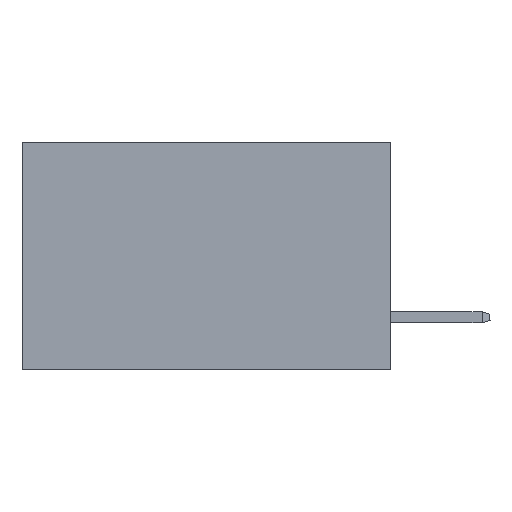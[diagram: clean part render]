
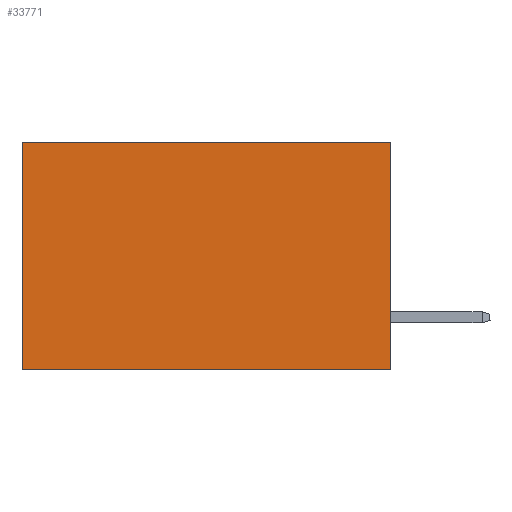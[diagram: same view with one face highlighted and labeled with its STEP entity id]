
A CAD part, left-side view. The second image highlights one B-rep face of the part: STEP entity #33771.
In plain terms, the highlighted planar face has unit normal (-1, 0, 0).
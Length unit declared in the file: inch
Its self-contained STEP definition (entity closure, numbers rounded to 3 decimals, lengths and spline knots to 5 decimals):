
#7347 = EDGE_CURVE ( 'NONE', #14878, #29264, #29406, .T. ) ;
#8331 = DIRECTION ( 'NONE',  ( 0., 1., 0. ) ) ;
#9861 = LINE ( 'NONE', #26901, #43989 ) ;
#10495 = DIRECTION ( 'NONE',  ( 0., 0., -1. ) ) ;
#13682 = FACE_OUTER_BOUND ( 'NONE', #47866, .T. ) ;
#14383 = EDGE_CURVE ( 'NONE', #38751, #25193, #9861, .T. ) ;
#14838 = CARTESIAN_POINT ( 'NONE',  ( 0.2875, 0., -0.37 ) ) ;
#14878 = VERTEX_POINT ( 'NONE', #20176 ) ;
#18729 = VECTOR ( 'NONE', #26677, 39.37008 ) ;
#19542 = CARTESIAN_POINT ( 'NONE',  ( 0.2875, 0., 0. ) ) ;
#20176 = CARTESIAN_POINT ( 'NONE',  ( 0.2875, 0.6, 0. ) ) ;
#23013 = CARTESIAN_POINT ( 'NONE',  ( 0.2875, 0.6, 0. ) ) ;
#24066 = EDGE_CURVE ( 'NONE', #38751, #14878, #29628, .T. ) ;
#24150 = VECTOR ( 'NONE', #10495, 39.37008 ) ;
#25193 = VERTEX_POINT ( 'NONE', #46403 ) ;
#25258 = ORIENTED_EDGE ( 'NONE', *, *, #24066, .T. ) ;
#26436 = ORIENTED_EDGE ( 'NONE', *, *, #42614, .F. ) ;
#26677 = DIRECTION ( 'NONE',  ( 0., 1., 0. ) ) ;
#26901 = CARTESIAN_POINT ( 'NONE',  ( 0.2875, 0., 0. ) ) ;
#27446 = CARTESIAN_POINT ( 'NONE',  ( 0.2875, 0., 0. ) ) ;
#29264 = VERTEX_POINT ( 'NONE', #35059 ) ;
#29406 = LINE ( 'NONE', #23013, #24150 ) ;
#29628 = LINE ( 'NONE', #27446, #30827 ) ;
#30827 = VECTOR ( 'NONE', #8331, 39.37008 ) ;
#33771 = ADVANCED_FACE ( 'NONE', ( #13682 ), #40219, .F. ) ;
#35059 = CARTESIAN_POINT ( 'NONE',  ( 0.2875, 0.6, -0.37 ) ) ;
#38751 = VERTEX_POINT ( 'NONE', #19542 ) ;
#38937 = AXIS2_PLACEMENT_3D ( 'NONE', #39740, #47796, #39578 ) ;
#39578 = DIRECTION ( 'NONE',  ( 0., 0., -1. ) ) ;
#39729 = ORIENTED_EDGE ( 'NONE', *, *, #7347, .T. ) ;
#39740 = CARTESIAN_POINT ( 'NONE',  ( 0.2875, 0., 0. ) ) ;
#40219 = PLANE ( 'NONE',  #38937 ) ;
#41689 = DIRECTION ( 'NONE',  ( 0., 0., -1. ) ) ;
#42614 = EDGE_CURVE ( 'NONE', #25193, #29264, #45779, .T. ) ;
#43925 = ORIENTED_EDGE ( 'NONE', *, *, #14383, .F. ) ;
#43989 = VECTOR ( 'NONE', #41689, 39.37008 ) ;
#45779 = LINE ( 'NONE', #14838, #18729 ) ;
#46403 = CARTESIAN_POINT ( 'NONE',  ( 0.2875, 0., -0.37 ) ) ;
#47796 = DIRECTION ( 'NONE',  ( 1., 0., 0. ) ) ;
#47866 = EDGE_LOOP ( 'NONE', ( #39729, #26436, #43925, #25258 ) ) ;
